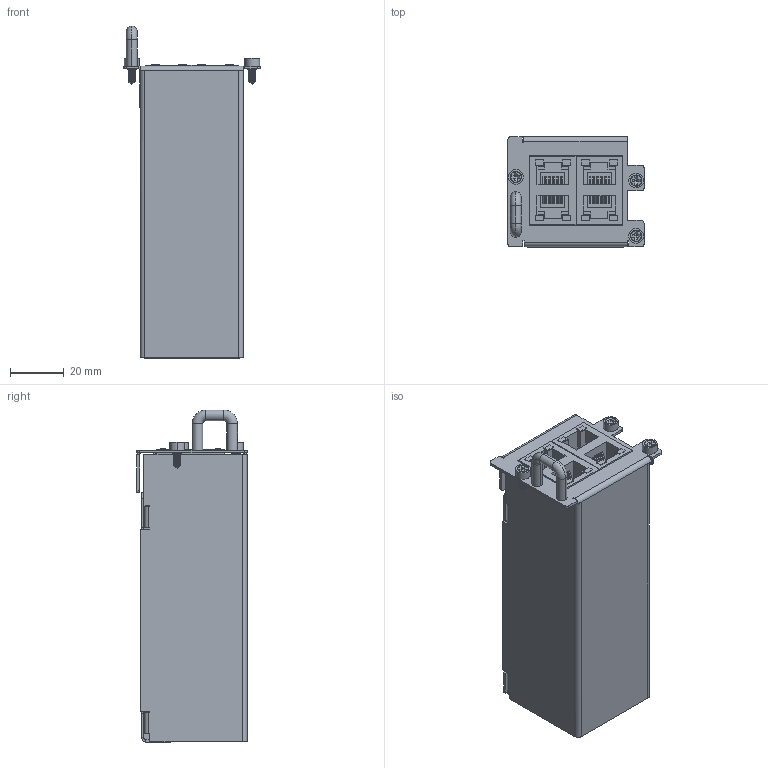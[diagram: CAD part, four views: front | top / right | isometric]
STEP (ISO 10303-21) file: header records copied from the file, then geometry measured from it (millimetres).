
FILE_DESCRIPTION((''),'2;1');
FILE_NAME('1U-4GX00_ASM_5_ASM','2023-11-10T14:50:30',('wangzixiong'),(''),'CREO PARAMETRIC BY PTC INC, 2021023','CREO PARAMETRIC BY PTC INC, 2021023','');
FILE_SCHEMA(('AUTOMOTIVE_DESIGN { 1 0 10303 214 1 1 1 1 }'));
Length unit declared in the file: millimetre
Products named in the file (8): 1U-4GX-0001_3; 1U0001_2; 1U0002_2; 0016_1; 0017_1; GPT000_ASM_1_ASM; 107022029-1X2RJ45_1; 1U-4GX00_ASM_5_ASM
Assembly tree (10 placements, depth 3):
  1U-4GX00_ASM_5_ASM
    1U-4GX-0001_3
    1U0001_2
    1U0002_2
    GPT000_ASM_1_ASM  x3
      0016_1
      0017_1
    107022029-1X2RJ45_1  x2
Bounding box: 50.8 x 41.1 x 124 mm (x, y, z)
Volume: 38641.7 mm3; surface area: 47342.3 mm2
Topology: 11 solids, 11 shells, 696 faces, 1802 edges, 1147 vertices
Faces by surface type: plane 449, cylinder 189, cone 30, bspline 24, torus 4
Entity records: 17296 total; most frequent: CARTESIAN_POINT 5395, DIRECTION 2196, ORIENTED_EDGE 2104, EDGE_CURVE 1052, VECTOR 807, LINE 807, AXIS2_PLACEMENT_3D 683, VERTEX_POINT 663
